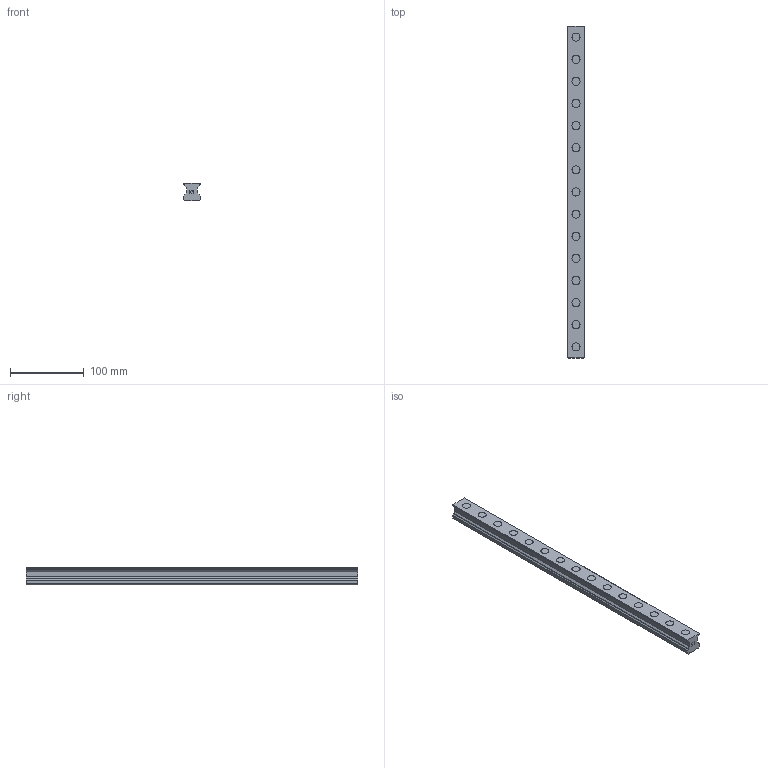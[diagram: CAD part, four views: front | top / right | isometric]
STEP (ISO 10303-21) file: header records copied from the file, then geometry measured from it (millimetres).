
FILE_DESCRIPTION(('STEP AP214'),'1');
FILE_NAME('cctmp_CF23D17F-2990-4CA9-8212-E8C0B4ADAC39_2021_03_10_17_18_47_0705..stp','2021-03-10T16:18:47',('HIWIN GmbH'),('CADClick - www.CADClick.com'),'Spatial InterOp 3D',' ','unknown authorization');
FILE_SCHEMA(('AUTOMOTIVE_DESIGN'));
Length unit declared in the file: millimetre
Products named in the file (1): RGR25R450H_FILE
Bounding box: 23 x 450 x 23.6 mm (x, y, z)
Volume: 180458.1 mm3; surface area: 56598.9 mm2
Topology: 1 solids, 1 shells, 252 faces, 603 edges, 402 vertices
Faces by surface type: plane 144, cylinder 108
Entity records: 9403 total; most frequent: DIRECTION 1325, CARTESIAN_POINT 1258, ORIENTED_EDGE 1206, EDGE_CURVE 603, AXIS2_PLACEMENT_3D 469, VERTEX_POINT 402, LINE 387, VECTOR 387
